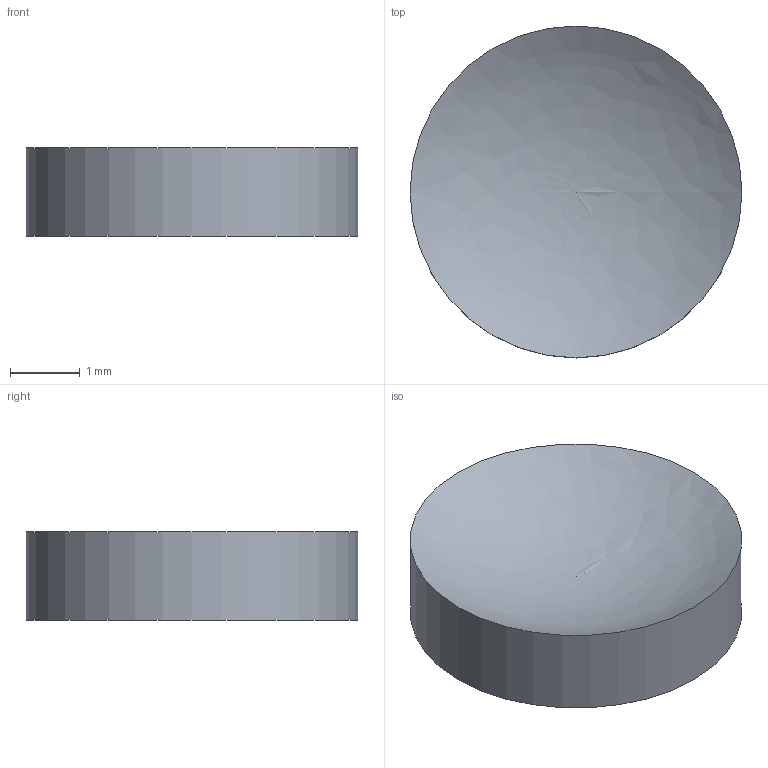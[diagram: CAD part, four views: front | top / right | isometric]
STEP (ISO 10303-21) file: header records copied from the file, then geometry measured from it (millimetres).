
FILE_DESCRIPTION(/* description */ (''),/* implementation_level */ '2;1');
FILE_NAME(/* name */ 'Gold ''n silver\GoldPip.stp',/* time_stamp */ '2014-07-25T16:36:20-05:00',/* author */ ('quinn'),/* organization */ (''),/* preprocessor_version */ 'ST-DEVELOPER v15.2',/* originating_system */ 'Autodesk Inventor 2014',/* authorisation */ '');
FILE_SCHEMA (('AUTOMOTIVE_DESIGN { 1 0 10303 214 3 1 1 }'));
Length unit declared in the file: inch
Products named in the file (1): GoldPip
Bounding box: 4.75 x 4.75 x 1.27 mm (x, y, z)
Volume: 16.6 mm3; surface area: 55.8 mm2
Topology: 1 solids, 1 shells, 3 faces, 6 edges, 4 vertices
Faces by surface type: bspline 1, cylinder 1, plane 1
Full cylindrical faces by diameter (mm): 4.75 x1
Entity records: 126 total; most frequent: CARTESIAN_POINT 40, DIRECTION 12, ORIENTED_EDGE 8, AXIS2_PLACEMENT_3D 6, EDGE_LOOP 4, VERTEX_POINT 4, EDGE_CURVE 4, FACE_OUTER_BOUND 3
